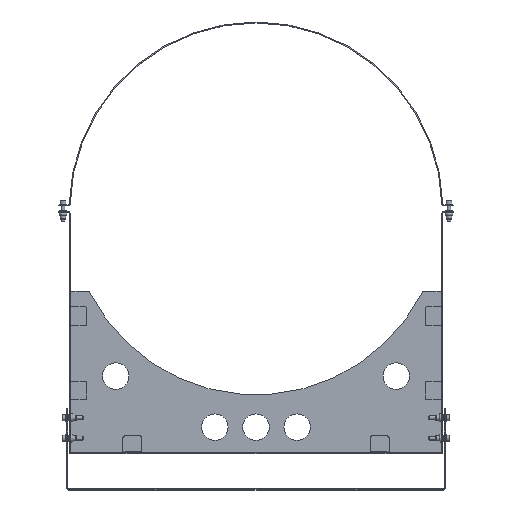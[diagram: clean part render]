
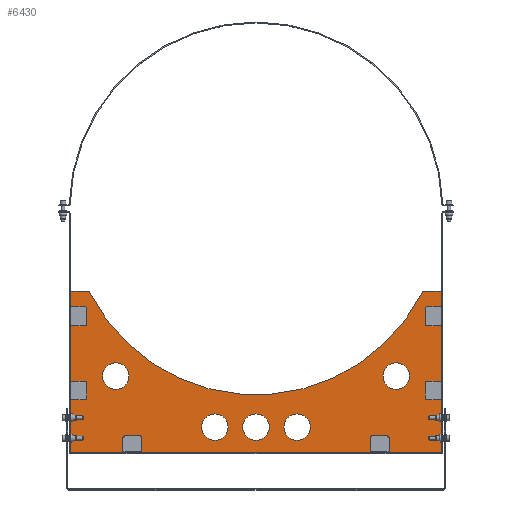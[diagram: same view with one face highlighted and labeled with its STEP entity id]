
A CAD part, top view. The second image highlights one B-rep face of the part: STEP entity #6430.
In plain terms, the highlighted planar face has unit normal (0, 0, 1).
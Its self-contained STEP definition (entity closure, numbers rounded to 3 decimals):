
#359=PLANE('',#6974);
#777=LINE('',#10192,#1317);
#788=LINE('',#10237,#1328);
#792=LINE('',#10251,#1332);
#793=LINE('',#10253,#1333);
#794=LINE('',#10255,#1334);
#1317=VECTOR('',#8364,270.5);
#1328=VECTOR('',#8409,270.5);
#1332=VECTOR('',#8427,29.288);
#1333=VECTOR('',#8430,29.288);
#1334=VECTOR('',#8433,630.);
#1610=FACE_BOUND('',#2356,.T.);
#1611=FACE_BOUND('',#2357,.T.);
#1612=FACE_BOUND('',#2358,.T.);
#1613=FACE_BOUND('',#2359,.T.);
#1614=FACE_BOUND('',#2360,.T.);
#1897=FACE_OUTER_BOUND('',#2355,.T.);
#2355=EDGE_LOOP('',(#5200,#5201,#5202,#5203,#5204,#5205,#5206,#5207,#5208,
#5209,#5210,#5211));
#2356=EDGE_LOOP('',(#5212));
#2357=EDGE_LOOP('',(#5213));
#2358=EDGE_LOOP('',(#5214));
#2359=EDGE_LOOP('',(#5215));
#2360=EDGE_LOOP('',(#5216));
#2671=CIRCLE('',#6934,22.5);
#2673=CIRCLE('',#6937,22.5);
#2675=CIRCLE('',#6940,22.5);
#2677=CIRCLE('',#6943,22.5);
#2679=CIRCLE('',#6946,3.);
#2687=CIRCLE('',#6957,3.);
#2688=CIRCLE('',#6959,316.5);
#2689=CIRCLE('',#6961,3.);
#2690=CIRCLE('',#6963,3.);
#2691=CIRCLE('',#6966,3.);
#2692=CIRCLE('',#6968,3.);
#2693=CIRCLE('',#6970,22.5);
#3110=VERTEX_POINT('',#10161);
#3112=VERTEX_POINT('',#10166);
#3114=VERTEX_POINT('',#10171);
#3116=VERTEX_POINT('',#10176);
#3119=VERTEX_POINT('',#10182);
#3120=VERTEX_POINT('',#10184);
#3122=VERTEX_POINT('',#10190);
#3133=VERTEX_POINT('',#10216);
#3134=VERTEX_POINT('',#10217);
#3135=VERTEX_POINT('',#10222);
#3136=VERTEX_POINT('',#10226);
#3137=VERTEX_POINT('',#10230);
#3138=VERTEX_POINT('',#10231);
#3139=VERTEX_POINT('',#10236);
#3140=VERTEX_POINT('',#10240);
#3141=VERTEX_POINT('',#10244);
#3142=VERTEX_POINT('',#10248);
#3816=EDGE_CURVE('',#3110,#3110,#2671,.T.);
#3818=EDGE_CURVE('',#3112,#3112,#2673,.T.);
#3820=EDGE_CURVE('',#3114,#3114,#2675,.T.);
#3822=EDGE_CURVE('',#3116,#3116,#2677,.T.);
#3825=EDGE_CURVE('',#3119,#3120,#2679,.T.);
#3829=EDGE_CURVE('',#3122,#3119,#777,.T.);
#3841=EDGE_CURVE('',#3133,#3134,#2687,.T.);
#3844=EDGE_CURVE('',#3135,#3134,#2688,.T.);
#3846=EDGE_CURVE('',#3135,#3136,#2689,.T.);
#3848=EDGE_CURVE('',#3137,#3138,#2690,.T.);
#3851=EDGE_CURVE('',#3138,#3139,#788,.T.);
#3853=EDGE_CURVE('',#3139,#3140,#2691,.T.);
#3855=EDGE_CURVE('',#3141,#3122,#2692,.T.);
#3857=EDGE_CURVE('',#3142,#3142,#2693,.T.);
#3858=EDGE_CURVE('',#3137,#3136,#792,.T.);
#3859=EDGE_CURVE('',#3133,#3120,#793,.T.);
#3860=EDGE_CURVE('',#3140,#3141,#794,.T.);
#5200=ORIENTED_EDGE('',*,*,#3825,.F.);
#5201=ORIENTED_EDGE('',*,*,#3829,.F.);
#5202=ORIENTED_EDGE('',*,*,#3855,.F.);
#5203=ORIENTED_EDGE('',*,*,#3860,.F.);
#5204=ORIENTED_EDGE('',*,*,#3853,.F.);
#5205=ORIENTED_EDGE('',*,*,#3851,.F.);
#5206=ORIENTED_EDGE('',*,*,#3848,.F.);
#5207=ORIENTED_EDGE('',*,*,#3858,.T.);
#5208=ORIENTED_EDGE('',*,*,#3846,.F.);
#5209=ORIENTED_EDGE('',*,*,#3844,.T.);
#5210=ORIENTED_EDGE('',*,*,#3841,.F.);
#5211=ORIENTED_EDGE('',*,*,#3859,.T.);
#5212=ORIENTED_EDGE('',*,*,#3816,.T.);
#5213=ORIENTED_EDGE('',*,*,#3818,.T.);
#5214=ORIENTED_EDGE('',*,*,#3820,.T.);
#5215=ORIENTED_EDGE('',*,*,#3822,.T.);
#5216=ORIENTED_EDGE('',*,*,#3857,.T.);
#6430=ADVANCED_FACE('',(#1897,#1610,#1611,#1612,#1613,#1614),#359,.T.);
#6934=AXIS2_PLACEMENT_3D('',#10162,#8332,#8333);
#6937=AXIS2_PLACEMENT_3D('',#10167,#8338,#8339);
#6940=AXIS2_PLACEMENT_3D('',#10172,#8344,#8345);
#6943=AXIS2_PLACEMENT_3D('',#10177,#8350,#8351);
#6946=AXIS2_PLACEMENT_3D('',#10185,#8357,#8358);
#6957=AXIS2_PLACEMENT_3D('',#10218,#8387,#8388);
#6959=AXIS2_PLACEMENT_3D('',#10223,#8393,#8394);
#6961=AXIS2_PLACEMENT_3D('',#10227,#8398,#8399);
#6963=AXIS2_PLACEMENT_3D('',#10232,#8403,#8404);
#6966=AXIS2_PLACEMENT_3D('',#10241,#8413,#8414);
#6968=AXIS2_PLACEMENT_3D('',#10245,#8418,#8419);
#6970=AXIS2_PLACEMENT_3D('',#10249,#8423,#8424);
#6974=AXIS2_PLACEMENT_3D('',#10256,#8434,#8435);
#8332=DIRECTION('center_axis',(0.,0.,-1.));
#8333=DIRECTION('ref_axis',(-1.,0.,0.));
#8338=DIRECTION('center_axis',(0.,0.,-1.));
#8339=DIRECTION('ref_axis',(-1.,0.,0.));
#8344=DIRECTION('center_axis',(0.,0.,-1.));
#8345=DIRECTION('ref_axis',(-0.766,0.643,0.));
#8350=DIRECTION('center_axis',(0.,0.,-1.));
#8351=DIRECTION('ref_axis',(-0.766,-0.643,0.));
#8357=DIRECTION('center_axis',(0.,0.,-1.));
#8358=DIRECTION('ref_axis',(-0.707,0.707,0.));
#8364=DIRECTION('',(0.,1.,0.));
#8387=DIRECTION('center_axis',(0.,0.,-1.));
#8388=DIRECTION('ref_axis',(0.526,0.851,0.));
#8393=DIRECTION('center_axis',(0.,0.,-1.));
#8394=DIRECTION('ref_axis',(-1.,0.,0.));
#8398=DIRECTION('center_axis',(0.,0.,-1.));
#8399=DIRECTION('ref_axis',(-0.526,0.851,0.));
#8403=DIRECTION('center_axis',(0.,0.,-1.));
#8404=DIRECTION('ref_axis',(0.707,0.707,0.));
#8409=DIRECTION('',(0.,-1.,0.));
#8413=DIRECTION('center_axis',(0.,0.,-1.));
#8414=DIRECTION('ref_axis',(0.707,-0.707,0.));
#8418=DIRECTION('center_axis',(0.,0.,-1.));
#8419=DIRECTION('ref_axis',(-0.707,-0.707,0.));
#8423=DIRECTION('center_axis',(0.,0.,-1.));
#8424=DIRECTION('ref_axis',(-1.,0.,0.));
#8427=DIRECTION('',(-1.,0.,0.));
#8430=DIRECTION('',(-1.,0.,0.));
#8433=DIRECTION('',(-1.,0.,0.));
#8434=DIRECTION('center_axis',(0.,0.,1.));
#8435=DIRECTION('ref_axis',(1.,0.,0.));
#10161=CARTESIAN_POINT('',(92.5,-371.5,1.5));
#10162=CARTESIAN_POINT('Origin',(70.,-371.5,1.5));
#10166=CARTESIAN_POINT('',(-47.5,-371.5,1.5));
#10167=CARTESIAN_POINT('Origin',(-70.,-371.5,1.5));
#10171=CARTESIAN_POINT('',(-221.56,-299.048,1.5));
#10172=CARTESIAN_POINT('Origin',(-238.796,-284.586,1.5));
#10176=CARTESIAN_POINT('',(256.032,-270.123,1.5));
#10177=CARTESIAN_POINT('Origin',(238.796,-284.586,1.5));
#10182=CARTESIAN_POINT('',(-318.,-143.,1.5));
#10184=CARTESIAN_POINT('',(-315.,-140.,1.5));
#10185=CARTESIAN_POINT('Origin',(-315.,-143.,1.5));
#10190=CARTESIAN_POINT('',(-318.,-413.5,1.5));
#10192=CARTESIAN_POINT('',(-318.,0.,1.5));
#10216=CARTESIAN_POINT('',(-285.712,-140.,1.5));
#10217=CARTESIAN_POINT('',(-283.029,-141.657,1.5));
#10218=CARTESIAN_POINT('Origin',(-285.712,-143.,1.5));
#10222=CARTESIAN_POINT('',(283.029,-141.657,1.5));
#10223=CARTESIAN_POINT('Origin',(0.,0.,1.5));
#10226=CARTESIAN_POINT('',(285.712,-140.,1.5));
#10227=CARTESIAN_POINT('Origin',(285.712,-143.,1.5));
#10230=CARTESIAN_POINT('',(315.,-140.,1.5));
#10231=CARTESIAN_POINT('',(318.,-143.,1.5));
#10232=CARTESIAN_POINT('Origin',(315.,-143.,1.5));
#10236=CARTESIAN_POINT('',(318.,-413.5,1.5));
#10237=CARTESIAN_POINT('',(318.,-416.5,1.5));
#10240=CARTESIAN_POINT('',(315.,-416.5,1.5));
#10241=CARTESIAN_POINT('Origin',(315.,-413.5,1.5));
#10244=CARTESIAN_POINT('',(-315.,-416.5,1.5));
#10245=CARTESIAN_POINT('Origin',(-315.,-413.5,1.5));
#10248=CARTESIAN_POINT('',(22.5,-371.5,1.5));
#10249=CARTESIAN_POINT('Origin',(0.,-371.5,1.5));
#10251=CARTESIAN_POINT('',(159.,-140.,1.5));
#10253=CARTESIAN_POINT('',(159.,-140.,1.5));
#10255=CARTESIAN_POINT('',(-318.,-416.5,1.5));
#10256=CARTESIAN_POINT('Origin',(0.,-208.25,1.5));
